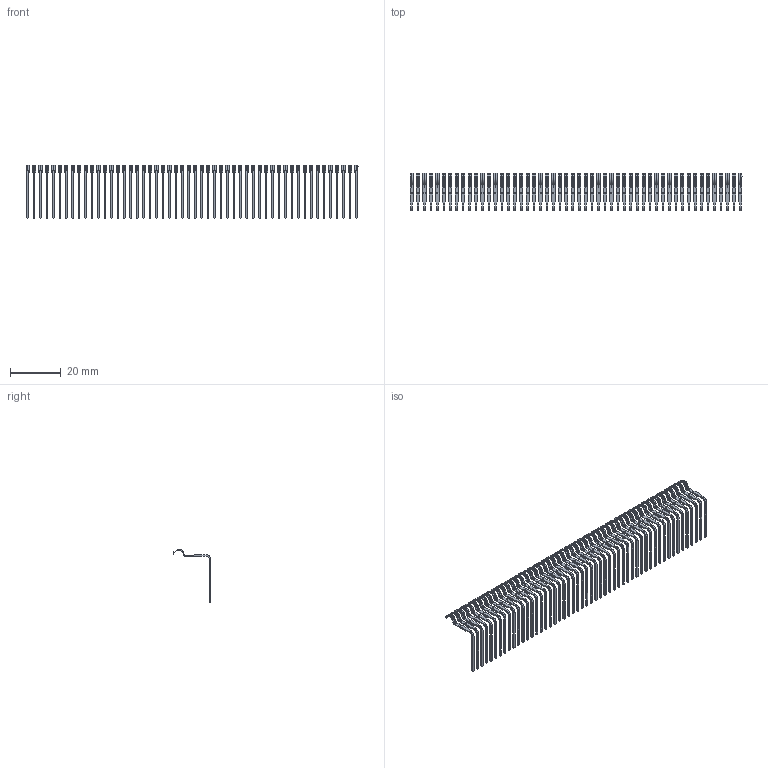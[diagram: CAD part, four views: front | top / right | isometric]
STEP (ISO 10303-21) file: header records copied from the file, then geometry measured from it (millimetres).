
FILE_DESCRIPTION (( 'STEP AP203' ), '1' );
FILE_NAME ('342-052-559-112.STEP', '2019-10-03T01:52:16', ( '' ), ( '' ), 'SwSTEP 2.0', 'SolidWorks 2016', '' );
FILE_SCHEMA (( 'CONFIG_CONTROL_DESIGN' ));
Length unit declared in the file: inch
Products named in the file (3): 342 Part_Side Mount; 345-292-001_558 559 Tail - 1; 342-052-559-112
Assembly tree (53 placements, depth 2):
  342-052-559-112
    342 Part_Side Mount
    345-292-001_558 559 Tail - 1  x52
Bounding box: 130.81 x 14.92 x 20.93 mm (x, y, z)
Volume: 767.9 mm3; surface area: 5193.2 mm2
Topology: 52 solids, 52 shells, 2496 faces, 7280 edges, 4784 vertices
Faces by surface type: plane 1664, cylinder 832
Entity records: 30451 total; most frequent: CARTESIAN_POINT 5258, ORIENTED_EDGE 5246, DIRECTION 4415, EDGE_CURVE 2623, VECTOR 2495, LINE 2495, VERTEX_POINT 1746, AXIS2_PLACEMENT_3D 960
